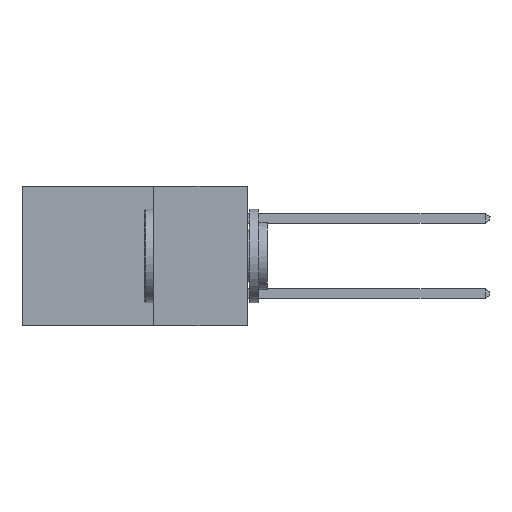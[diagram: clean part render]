
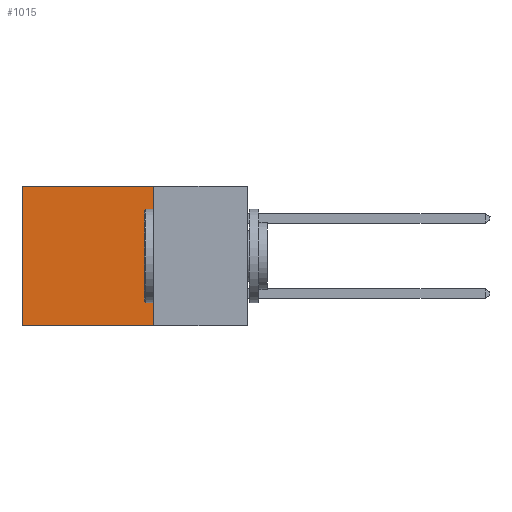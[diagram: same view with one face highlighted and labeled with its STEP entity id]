
A CAD part, left-side view. The second image highlights one B-rep face of the part: STEP entity #1015.
In plain terms, the highlighted planar face has unit normal (-1, 0, 0).
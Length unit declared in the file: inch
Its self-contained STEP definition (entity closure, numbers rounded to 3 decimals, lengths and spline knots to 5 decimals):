
#15 = CARTESIAN_POINT ( 'NONE',  ( 0.2615, 0.25, -0.37 ) ) ;
#1015 = ADVANCED_FACE ( 'NONE', ( #11577 ), #9414, .F. ) ;
#1466 = DIRECTION ( 'NONE',  ( 0., 0., -1. ) ) ;
#1732 = EDGE_CURVE ( 'NONE', #13696, #7703, #3585, .T. ) ;
#2130 = CARTESIAN_POINT ( 'NONE',  ( 0.2615, 0.25, 0. ) ) ;
#2603 = ORIENTED_EDGE ( 'NONE', *, *, #8551, .F. ) ;
#2686 = ORIENTED_EDGE ( 'NONE', *, *, #1732, .F. ) ;
#3585 = LINE ( 'NONE', #6742, #7884 ) ;
#4101 = CARTESIAN_POINT ( 'NONE',  ( 0.2615, 0.25, -0.37 ) ) ;
#4185 = CARTESIAN_POINT ( 'NONE',  ( 0.2615, 0.6, 0. ) ) ;
#4186 = VECTOR ( 'NONE', #1466, 39.37008 ) ;
#4844 = VERTEX_POINT ( 'NONE', #10207 ) ;
#5222 = DIRECTION ( 'NONE',  ( 0., 1., 0. ) ) ;
#6353 = AXIS2_PLACEMENT_3D ( 'NONE', #4101, #8366, #12645 ) ;
#6534 = EDGE_CURVE ( 'NONE', #12303, #4844, #7839, .T. ) ;
#6742 = CARTESIAN_POINT ( 'NONE',  ( 0.2615, 0.25, -0.37 ) ) ;
#7555 = CARTESIAN_POINT ( 'NONE',  ( 0.2615, 0.25, 0. ) ) ;
#7631 = DIRECTION ( 'NONE',  ( 0., 1., 0. ) ) ;
#7635 = VECTOR ( 'NONE', #7631, 39.37008 ) ;
#7703 = VERTEX_POINT ( 'NONE', #15 ) ;
#7839 = LINE ( 'NONE', #10261, #4186 ) ;
#7884 = VECTOR ( 'NONE', #12405, 39.37008 ) ;
#8366 = DIRECTION ( 'NONE',  ( 1., 0., 0. ) ) ;
#8551 = EDGE_CURVE ( 'NONE', #7703, #4844, #10815, .T. ) ;
#8722 = ORIENTED_EDGE ( 'NONE', *, *, #6534, .T. ) ;
#9414 = PLANE ( 'NONE',  #6353 ) ;
#10207 = CARTESIAN_POINT ( 'NONE',  ( 0.2615, 0.6, -0.37 ) ) ;
#10261 = CARTESIAN_POINT ( 'NONE',  ( 0.2615, 0.6, -0.37 ) ) ;
#10519 = LINE ( 'NONE', #2130, #11837 ) ;
#10710 = EDGE_LOOP ( 'NONE', ( #8722, #2603, #2686, #11499 ) ) ;
#10815 = LINE ( 'NONE', #13076, #7635 ) ;
#10840 = EDGE_CURVE ( 'NONE', #13696, #12303, #10519, .T. ) ;
#11499 = ORIENTED_EDGE ( 'NONE', *, *, #10840, .T. ) ;
#11577 = FACE_OUTER_BOUND ( 'NONE', #10710, .T. ) ;
#11837 = VECTOR ( 'NONE', #5222, 39.37008 ) ;
#12303 = VERTEX_POINT ( 'NONE', #4185 ) ;
#12405 = DIRECTION ( 'NONE',  ( 0., 0., -1. ) ) ;
#12645 = DIRECTION ( 'NONE',  ( 0., 0., -1. ) ) ;
#13076 = CARTESIAN_POINT ( 'NONE',  ( 0.2615, 0.25, -0.37 ) ) ;
#13696 = VERTEX_POINT ( 'NONE', #7555 ) ;
